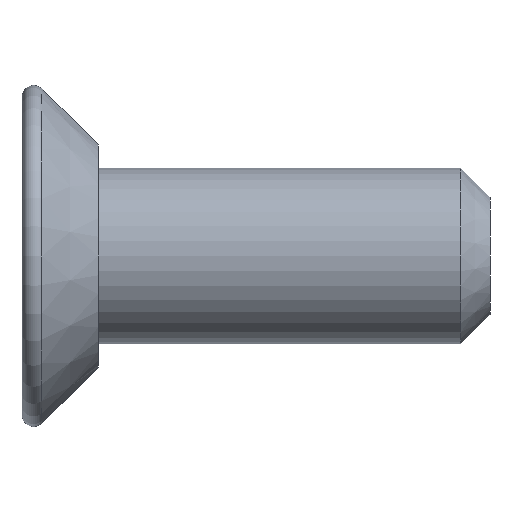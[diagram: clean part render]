
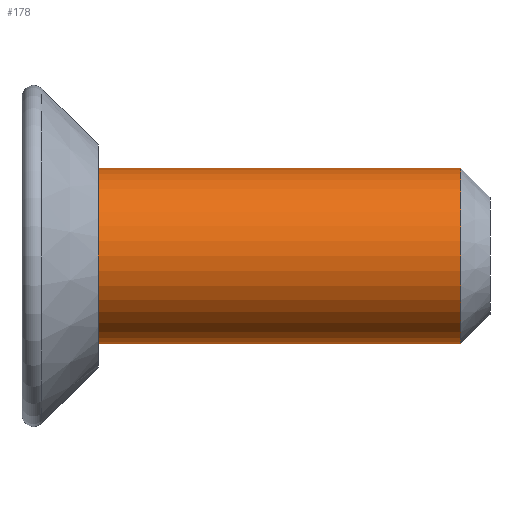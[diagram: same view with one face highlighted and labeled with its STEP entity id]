
A CAD part, left-side view. The second image highlights one B-rep face of the part: STEP entity #178.
In plain terms, the highlighted cylindrical face has radius 1.5 mm (diameter 3 mm), a partial arc.
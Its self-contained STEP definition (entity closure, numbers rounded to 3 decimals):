
#16 = AXIS2_PLACEMENT_3D ( 'NONE', #150, #233, #331 ) ;
#28 = DIRECTION ( 'NONE',  ( 0., 0., 1. ) ) ;
#51 = AXIS2_PLACEMENT_3D ( 'NONE', #283, #373, #28 ) ;
#63 = VERTEX_POINT ( 'NONE', #99 ) ;
#90 = CYLINDRICAL_SURFACE ( 'NONE', #379, 1.5 ) ;
#99 = CARTESIAN_POINT ( 'NONE',  ( 0., -7.5, -1.5 ) ) ;
#129 = ORIENTED_EDGE ( 'NONE', *, *, #542, .F. ) ;
#135 = EDGE_LOOP ( 'NONE', ( #129, #152, #439, #269 ) ) ;
#150 = CARTESIAN_POINT ( 'NONE',  ( 0., -7.5, 0. ) ) ;
#152 = ORIENTED_EDGE ( 'NONE', *, *, #381, .T. ) ;
#178 = ADVANCED_FACE ( 'NONE', ( #450 ), #90, .T. ) ;
#211 = LINE ( 'NONE', #501, #235 ) ;
#233 = DIRECTION ( 'NONE',  ( 0., 1., 0. ) ) ;
#235 = VECTOR ( 'NONE', #372, 1000. ) ;
#269 = ORIENTED_EDGE ( 'NONE', *, *, #337, .F. ) ;
#283 = CARTESIAN_POINT ( 'NONE',  ( 0., -1.3, 0. ) ) ;
#303 = CIRCLE ( 'NONE', #16, 1.5 ) ;
#308 = CARTESIAN_POINT ( 'NONE',  ( 0., 0., 0. ) ) ;
#320 = LINE ( 'NONE', #509, #344 ) ;
#331 = DIRECTION ( 'NONE',  ( 0., 0., 1. ) ) ;
#332 = CARTESIAN_POINT ( 'NONE',  ( 0., -1.3, 1.5 ) ) ;
#337 = EDGE_CURVE ( 'NONE', #405, #435, #361, .T. ) ;
#344 = VECTOR ( 'NONE', #431, 1000. ) ;
#361 = CIRCLE ( 'NONE', #51, 1.5 ) ;
#372 = DIRECTION ( 'NONE',  ( 0., 1., 0. ) ) ;
#373 = DIRECTION ( 'NONE',  ( 0., 1., 0. ) ) ;
#376 = VERTEX_POINT ( 'NONE', #460 ) ;
#379 = AXIS2_PLACEMENT_3D ( 'NONE', #308, #486, #401 ) ;
#381 = EDGE_CURVE ( 'NONE', #63, #376, #303, .T. ) ;
#401 = DIRECTION ( 'NONE',  ( 0., 0., 1. ) ) ;
#405 = VERTEX_POINT ( 'NONE', #504 ) ;
#431 = DIRECTION ( 'NONE',  ( 0., 1., 0. ) ) ;
#435 = VERTEX_POINT ( 'NONE', #332 ) ;
#439 = ORIENTED_EDGE ( 'NONE', *, *, #480, .T. ) ;
#450 = FACE_OUTER_BOUND ( 'NONE', #135, .T. ) ;
#460 = CARTESIAN_POINT ( 'NONE',  ( 0., -7.5, 1.5 ) ) ;
#480 = EDGE_CURVE ( 'NONE', #376, #435, #211, .T. ) ;
#486 = DIRECTION ( 'NONE',  ( 0., 1., 0. ) ) ;
#501 = CARTESIAN_POINT ( 'NONE',  ( 0., 0., 1.5 ) ) ;
#504 = CARTESIAN_POINT ( 'NONE',  ( 0., -1.3, -1.5 ) ) ;
#509 = CARTESIAN_POINT ( 'NONE',  ( 0., 0., -1.5 ) ) ;
#542 = EDGE_CURVE ( 'NONE', #63, #405, #320, .T. ) ;
